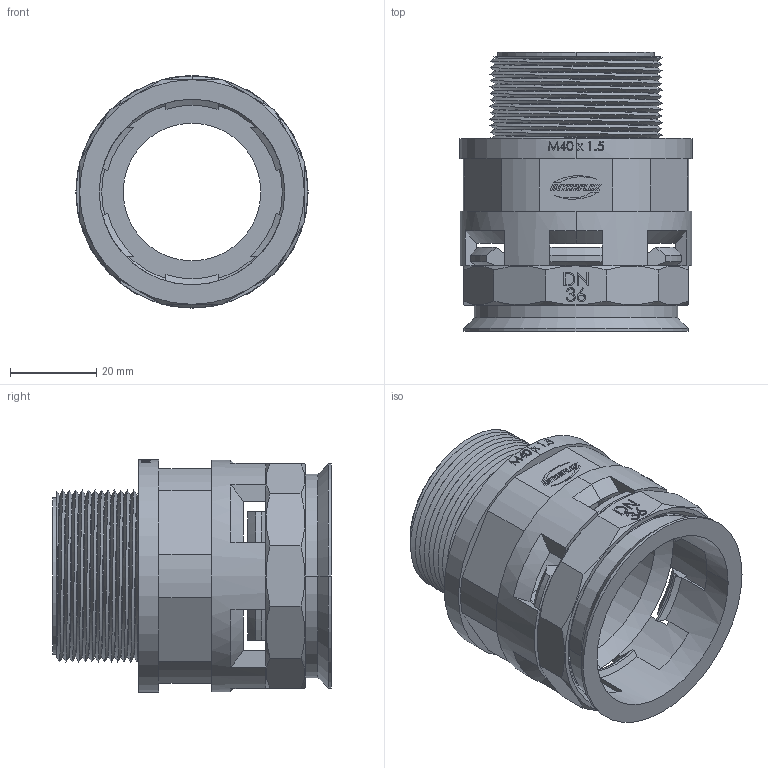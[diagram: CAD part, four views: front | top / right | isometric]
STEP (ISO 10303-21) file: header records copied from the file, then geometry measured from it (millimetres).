
FILE_DESCRIPTION (( 'STEP AP203' ), '1' );
FILE_NAME ('(MIR-36M40-)_I3040_0001_11_0.STEP', '2010-07-16T06:53:10', ( 'Llorenç' ), ( '' ), 'SwSTEP 2.0', 'SolidWorks 2007', '' );
FILE_SCHEMA (( 'CONFIG_CONTROL_DESIGN' ));
Length unit declared in the file: millimetre
Products named in the file (3): (MIR-36M40-)_I3040_0001_11_0; I3041_0001_00_0_MIR-36M40; I3041_0000_00_0_Corona per DN36
Assembly tree (2 placements, depth 2):
  (MIR-36M40-)_I3040_0001_11_0
    I3041_0001_00_0_MIR-36M40
    I3041_0000_00_0_Corona per DN36
Bounding box: 54 x 64.82 x 54 mm (x, y, z)
Volume: 36183.2 mm3; surface area: 27142.3 mm2
Topology: 3 solids, 3 shells, 404 faces, 1106 edges, 726 vertices
Faces by surface type: plane 223, bspline 81, cylinder 59, cone 41
Entity records: 20207 total; most frequent: CARTESIAN_POINT 10288, ORIENTED_EDGE 2212, DIRECTION 1663, EDGE_CURVE 1106, VERTEX_POINT 726, VECTOR 587, LINE 587, AXIS2_PLACEMENT_3D 538
